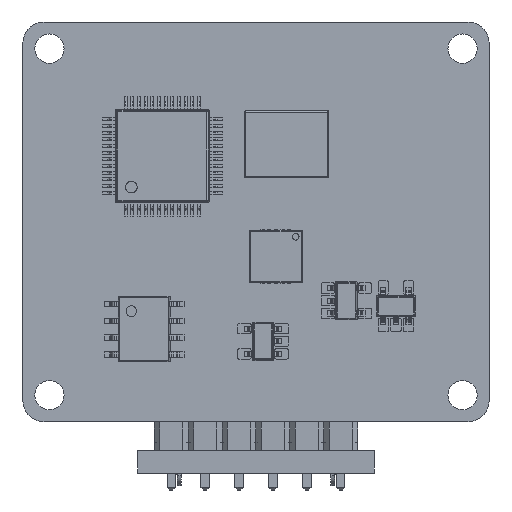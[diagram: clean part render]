
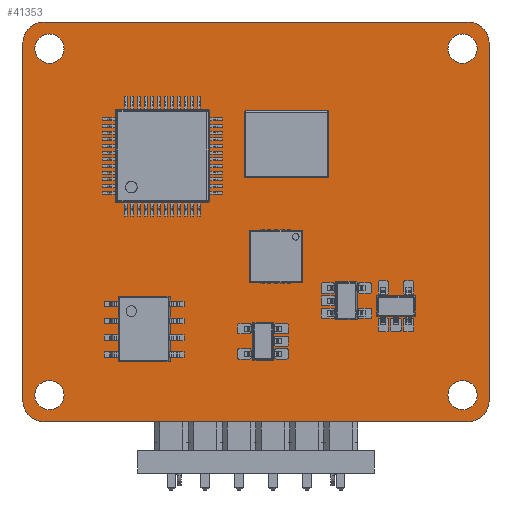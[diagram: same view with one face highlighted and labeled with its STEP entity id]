
A CAD part, front view. The second image highlights one B-rep face of the part: STEP entity #41353.
In plain terms, the highlighted face is planar.
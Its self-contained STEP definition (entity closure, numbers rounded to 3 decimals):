
#817=FACE_BOUND('',#6772,.T.);
#818=FACE_BOUND('',#6773,.T.);
#819=FACE_BOUND('',#6774,.T.);
#820=FACE_BOUND('',#6775,.T.);
#1290=CIRCLE('',#44232,1.6);
#1291=CIRCLE('',#44235,1.6);
#1292=CIRCLE('',#44236,1.6);
#1293=CIRCLE('',#44237,1.6);
#1294=CIRCLE('',#44238,1.1);
#1295=CIRCLE('',#44239,1.1);
#1296=CIRCLE('',#44240,1.1);
#1297=CIRCLE('',#44241,1.1);
#4783=FACE_OUTER_BOUND('',#6771,.T.);
#6771=EDGE_LOOP('',(#31248,#31249,#31250,#31251,#31252,#31253,#31254,#31255));
#6772=EDGE_LOOP('',(#31256));
#6773=EDGE_LOOP('',(#31257));
#6774=EDGE_LOOP('',(#31258));
#6775=EDGE_LOOP('',(#31259));
#9285=LINE('',#61435,#14252);
#9288=LINE('',#61441,#14255);
#9289=LINE('',#61445,#14256);
#9290=LINE('',#61449,#14257);
#14252=VECTOR('',#49253,10.);
#14255=VECTOR('',#49258,10.);
#14256=VECTOR('',#49261,10.);
#14257=VECTOR('',#49264,10.);
#19078=VERTEX_POINT('',#61428);
#19079=VERTEX_POINT('',#61430);
#19080=VERTEX_POINT('',#61434);
#19082=VERTEX_POINT('',#61440);
#19083=VERTEX_POINT('',#61442);
#19084=VERTEX_POINT('',#61444);
#19085=VERTEX_POINT('',#61446);
#19086=VERTEX_POINT('',#61448);
#19087=VERTEX_POINT('',#61451);
#19088=VERTEX_POINT('',#61453);
#19089=VERTEX_POINT('',#61455);
#19090=VERTEX_POINT('',#61457);
#23815=EDGE_CURVE('',#19078,#19079,#1290,.T.);
#23817=EDGE_CURVE('',#19079,#19080,#9285,.T.);
#23820=EDGE_CURVE('',#19082,#19078,#9288,.T.);
#23821=EDGE_CURVE('',#19083,#19082,#1291,.T.);
#23822=EDGE_CURVE('',#19084,#19083,#9289,.T.);
#23823=EDGE_CURVE('',#19085,#19084,#1292,.T.);
#23824=EDGE_CURVE('',#19086,#19085,#9290,.T.);
#23825=EDGE_CURVE('',#19080,#19086,#1293,.T.);
#23826=EDGE_CURVE('',#19087,#19087,#1294,.T.);
#23827=EDGE_CURVE('',#19088,#19088,#1295,.T.);
#23828=EDGE_CURVE('',#19089,#19089,#1296,.T.);
#23829=EDGE_CURVE('',#19090,#19090,#1297,.T.);
#31248=ORIENTED_EDGE('',*,*,#23815,.F.);
#31249=ORIENTED_EDGE('',*,*,#23820,.F.);
#31250=ORIENTED_EDGE('',*,*,#23821,.F.);
#31251=ORIENTED_EDGE('',*,*,#23822,.F.);
#31252=ORIENTED_EDGE('',*,*,#23823,.F.);
#31253=ORIENTED_EDGE('',*,*,#23824,.F.);
#31254=ORIENTED_EDGE('',*,*,#23825,.F.);
#31255=ORIENTED_EDGE('',*,*,#23817,.F.);
#31256=ORIENTED_EDGE('',*,*,#23826,.T.);
#31257=ORIENTED_EDGE('',*,*,#23827,.T.);
#31258=ORIENTED_EDGE('',*,*,#23828,.T.);
#31259=ORIENTED_EDGE('',*,*,#23829,.T.);
#39615=PLANE('',#44234);
#41353=ADVANCED_FACE('',(#4783,#817,#818,#819,#820),#39615,.T.);
#44232=AXIS2_PLACEMENT_3D('',#61431,#49248,#49249);
#44234=AXIS2_PLACEMENT_3D('',#61439,#49256,#49257);
#44235=AXIS2_PLACEMENT_3D('',#61443,#49259,#49260);
#44236=AXIS2_PLACEMENT_3D('',#61447,#49262,#49263);
#44237=AXIS2_PLACEMENT_3D('',#61450,#49265,#49266);
#44238=AXIS2_PLACEMENT_3D('',#61452,#49267,#49268);
#44239=AXIS2_PLACEMENT_3D('',#61454,#49269,#49270);
#44240=AXIS2_PLACEMENT_3D('',#61456,#49271,#49272);
#44241=AXIS2_PLACEMENT_3D('',#61458,#49273,#49274);
#49248=DIRECTION('center_axis',(0.,0.,-1.));
#49249=DIRECTION('ref_axis',(0.707,0.707,0.));
#49253=DIRECTION('',(0.,-1.,0.));
#49256=DIRECTION('center_axis',(0.,0.,1.));
#49257=DIRECTION('ref_axis',(1.,0.,0.));
#49258=DIRECTION('',(1.,0.,0.));
#49259=DIRECTION('center_axis',(0.,0.,-1.));
#49260=DIRECTION('ref_axis',(-0.707,0.707,0.));
#49261=DIRECTION('',(0.,1.,0.));
#49262=DIRECTION('center_axis',(0.,0.,-1.));
#49263=DIRECTION('ref_axis',(-0.707,-0.707,0.));
#49264=DIRECTION('',(-1.,0.,0.));
#49265=DIRECTION('center_axis',(0.,0.,-1.));
#49266=DIRECTION('ref_axis',(0.707,-0.707,0.));
#49267=DIRECTION('center_axis',(0.,0.,-1.));
#49268=DIRECTION('ref_axis',(1.,0.,0.));
#49269=DIRECTION('center_axis',(0.,0.,-1.));
#49270=DIRECTION('ref_axis',(1.,0.,0.));
#49271=DIRECTION('center_axis',(0.,0.,-1.));
#49272=DIRECTION('ref_axis',(1.,0.,0.));
#49273=DIRECTION('center_axis',(0.,0.,-1.));
#49274=DIRECTION('ref_axis',(1.,0.,0.));
#61428=CARTESIAN_POINT('',(13.4,17.5,0.));
#61430=CARTESIAN_POINT('',(15.,15.9,0.));
#61431=CARTESIAN_POINT('Origin',(13.4,15.9,0.));
#61434=CARTESIAN_POINT('',(15.,-15.9,0.));
#61435=CARTESIAN_POINT('',(15.,17.5,0.));
#61439=CARTESIAN_POINT('Origin',(0.,0.,0.));
#61440=CARTESIAN_POINT('',(-13.4,17.5,0.));
#61441=CARTESIAN_POINT('',(-15.,17.5,0.));
#61442=CARTESIAN_POINT('',(-15.,15.9,0.));
#61443=CARTESIAN_POINT('Origin',(-13.4,15.9,0.));
#61444=CARTESIAN_POINT('',(-15.,-15.9,0.));
#61445=CARTESIAN_POINT('',(-15.,-17.5,0.));
#61446=CARTESIAN_POINT('',(-13.4,-17.5,0.));
#61447=CARTESIAN_POINT('Origin',(-13.4,-15.9,0.));
#61448=CARTESIAN_POINT('',(13.4,-17.5,0.));
#61449=CARTESIAN_POINT('',(15.,-17.5,0.));
#61450=CARTESIAN_POINT('Origin',(13.4,-15.9,0.));
#61451=CARTESIAN_POINT('',(-14.1,15.5,0.));
#61452=CARTESIAN_POINT('Origin',(-13.,15.5,0.));
#61453=CARTESIAN_POINT('',(-14.1,-15.5,0.));
#61454=CARTESIAN_POINT('Origin',(-13.,-15.5,0.));
#61455=CARTESIAN_POINT('',(11.9,-15.5,0.));
#61456=CARTESIAN_POINT('Origin',(13.,-15.5,0.));
#61457=CARTESIAN_POINT('',(11.9,15.5,0.));
#61458=CARTESIAN_POINT('Origin',(13.,15.5,0.));
